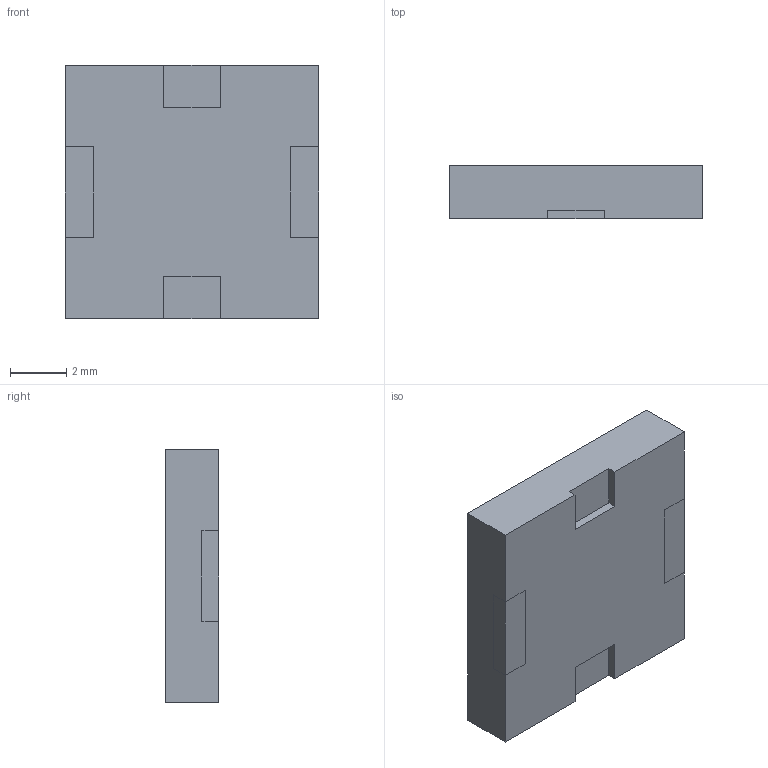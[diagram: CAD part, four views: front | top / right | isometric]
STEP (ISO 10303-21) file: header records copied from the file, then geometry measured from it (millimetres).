
FILE_DESCRIPTION (( 'STEP AP214' ), '1' );
FILE_NAME ('6E11EC24-B2A4-4A86-9FA4-B730CF475E12.STEP', '2022-12-21T21:41:10', ( '' ), ( '' ), 'SwSTEP 2.0', 'SolidWorks 2022', '' );
FILE_SCHEMA (( 'AUTOMOTIVE_DESIGN' ));
Length unit declared in the file: millimetre
Products named in the file (1): 6E11EC24-B2A4-4A86-9FA4-B730CF475E12
Bounding box: 9 x 1.9 x 9 mm (x, y, z)
Volume: 152.1 mm3; surface area: 259 mm2
Topology: 4 solids, 4 shells, 41 faces, 96 edges, 64 vertices
Faces by surface type: plane 37, cylinder 4
Entity records: 1670 total; most frequent: CARTESIAN_POINT 202, ORIENTED_EDGE 192, DIRECTION 188, EDGE_CURVE 96, LINE 88, VECTOR 88, VERTEX_POINT 64, AXIS2_PLACEMENT_3D 50
